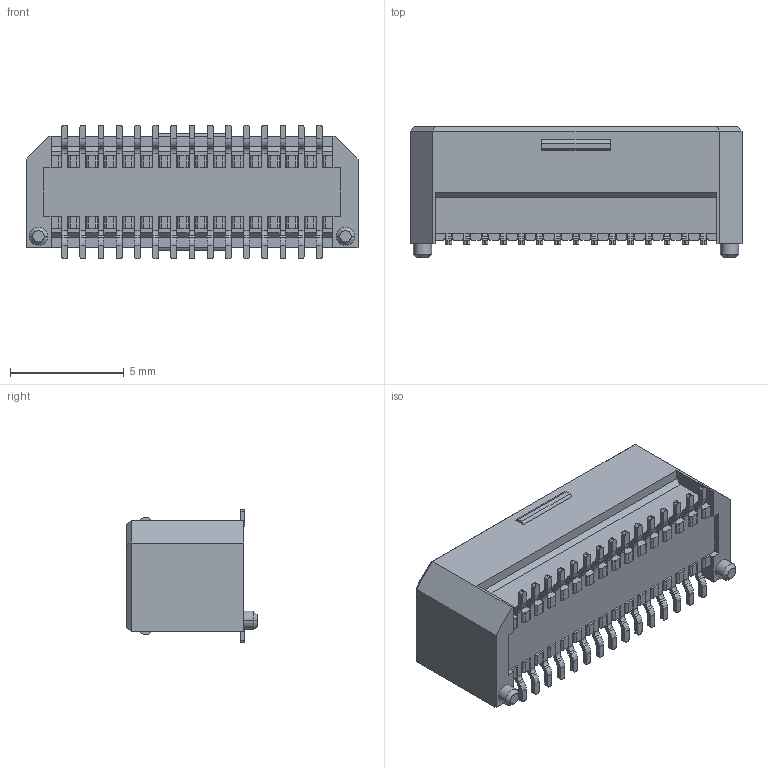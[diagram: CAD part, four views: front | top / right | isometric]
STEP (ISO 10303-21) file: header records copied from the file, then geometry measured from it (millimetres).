
FILE_DESCRIPTION( ('This file contains a STEP AP42 implementation' ,'as created by ZW3D STEP Interface translator.') ,'2;1' );
FILE_NAME( '3617-SXXX-052XXR01.stp' ,'23 323.115130', (''), ('ZWCAD Software Co.'), 'Version 1.0', 'ZW3D to STEP translator', '' );
FILE_SCHEMA(('AUTOMOTIVE_DESIGN { 1 0 10303 214 1 1 1 1 }'));
Length unit declared in the file: millimetre
Products named in the file (2): 0; 3617-SXXX-052XXR01
Bounding box: 14.6 x 5.75 x 5.88 mm (x, y, z)
Volume: 271 mm3; surface area: 587.3 mm2
Topology: 1 solids, 1 shells, 1995 faces, 4780 edges, 2822 vertices
Faces by surface type: plane 1503, cylinder 396, bspline 90, cone 6
Entity records: 61454 total; most frequent: CARTESIAN_POINT 13648, ORIENTED_EDGE 9560, DIRECTION 9272, EDGE_CURVE 4780, VECTOR 3740, LINE 3740, VERTEX_POINT 2822, AXIS2_PLACEMENT_3D 2766
